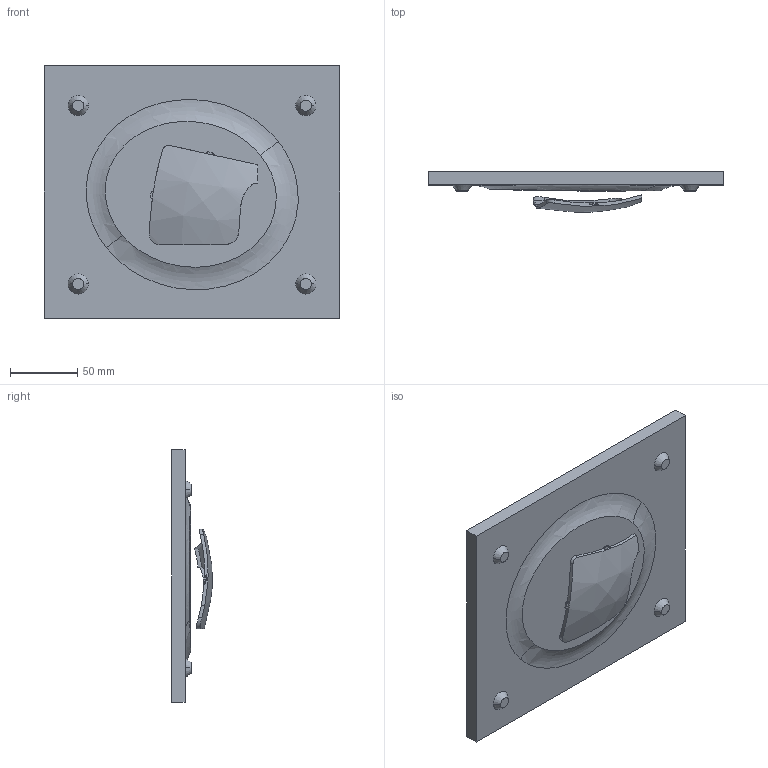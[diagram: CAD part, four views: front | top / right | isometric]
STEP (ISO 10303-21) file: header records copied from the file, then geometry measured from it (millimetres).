
FILE_DESCRIPTION(('STEP AP214'),'1');
FILE_NAME('north-star-lens-vacuum-form-tool-proposal.stp','2018-08-19T20:38:25',(' '),(' '),'Spatial InterOp 3D',' ',' ');
FILE_SCHEMA(('AUTOMOTIVE_DESIGN { 1 0 10303 214 1 1 1 1 }'));
Length unit declared in the file: metre
Products named in the file (3): north-star-lens-vacuum-form-tool-proposal; vacuum tool; lens
Assembly tree (2 placements, depth 2):
  north-star-lens-vacuum-form-tool-proposal
    vacuum tool
    lens
Bounding box: 220.62 x 30.4 x 188.06 mm (x, y, z)
Surface area: 86326.4 mm2 (no closed solid volume)
Topology: 0 solids, 2 shells, 44 faces, 117 edges, 78 vertices
Faces by surface type: cylinder 17, plane 15, cone 8, bspline 3, extrusion 1
Entity records: 11033 total; most frequent: CARTESIAN_POINT 9508, ORIENTED_EDGE 234, DIRECTION 192, EDGE_CURVE 117, VERTEX_POINT 78, AXIS2_PLACEMENT_3D 73, EDGE_LOOP 53, STYLED_ITEM 50
